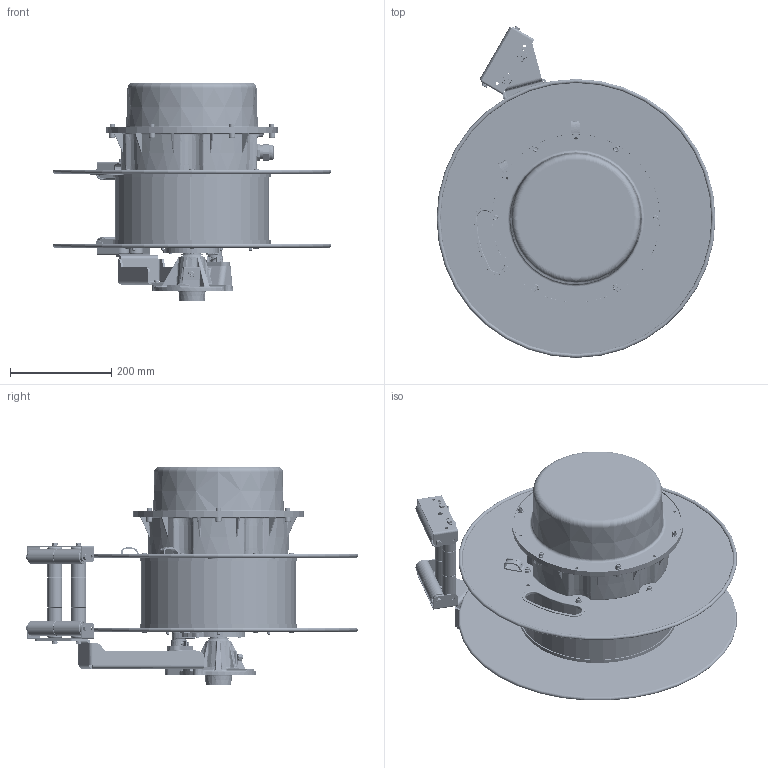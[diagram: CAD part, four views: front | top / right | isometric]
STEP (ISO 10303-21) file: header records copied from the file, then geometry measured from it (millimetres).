
FILE_DESCRIPTION (( 'STEP AP203' ), '1' );
FILE_NAME ('1737 RNF.STEP', '2021-05-11T09:04:20', ( '' ), ( '' ), 'SwSTEP 2.0', 'SolidWorks 2021', '' );
FILE_SCHEMA (( 'CONFIG_CONTROL_DESIGN' ));
Products named in the file (1): 1737 RNF
Bounding box: 550 x 654.37 x 431 mm (x, y, z)
Volume: 3636740.6 mm3; surface area: 2688602 mm2
Topology: 129 solids, 129 shells, 9929 faces, 24433 edges, 14629 vertices
Faces by surface type: cylinder 3115, bspline 2413, plane 1887, torus 1389, cone 946, sphere 179
Entity records: 439452 total; most frequent: CARTESIAN_POINT 225345, ORIENTED_EDGE 48332, DIRECTION 40443, EDGE_CURVE 24166, AXIS2_PLACEMENT_3D 16588, VERTEX_POINT 14629, EDGE_LOOP 10593, ADVANCED_FACE 9929
